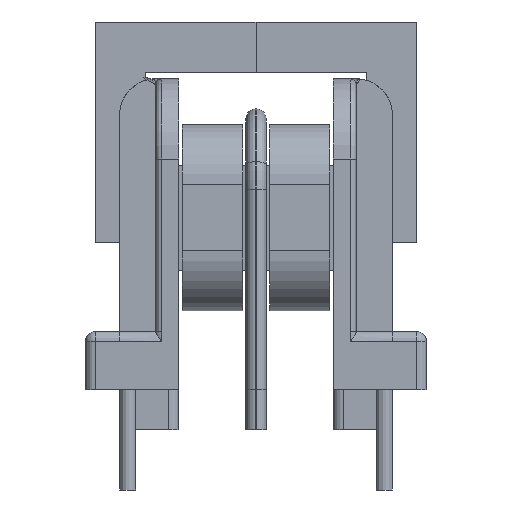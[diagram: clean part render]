
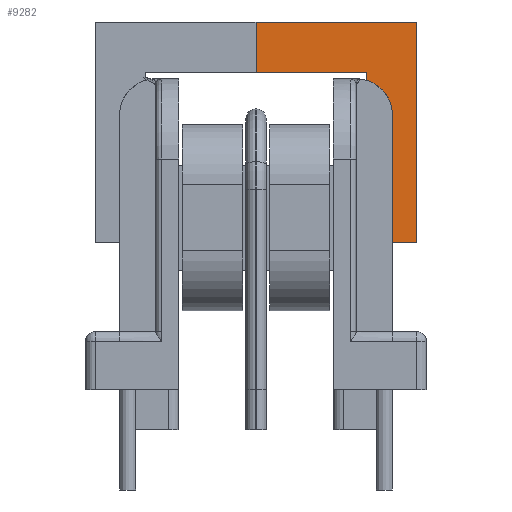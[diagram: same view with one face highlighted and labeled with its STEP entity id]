
A CAD part, front view. The second image highlights one B-rep face of the part: STEP entity #9282.
In plain terms, the highlighted face is planar.
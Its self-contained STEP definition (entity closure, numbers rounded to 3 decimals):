
#9185 = VERTEX_POINT('',#9186);
#9186 = CARTESIAN_POINT('',(0.,8.,0.));
#9203 = VERTEX_POINT('',#9204);
#9204 = CARTESIAN_POINT('',(11.,8.,0.));
#9210 = EDGE_CURVE('',#9185,#9203,#9211,.T.);
#9211 = LINE('',#9212,#9213);
#9212 = CARTESIAN_POINT('',(0.,8.,0.));
#9213 = VECTOR('',#9214,1.);
#9214 = DIRECTION('',(1.,0.,0.));
#9225 = VERTEX_POINT('',#9226);
#9226 = CARTESIAN_POINT('',(0.,0.,0.));
#9241 = EDGE_CURVE('',#9225,#9185,#9242,.T.);
#9242 = LINE('',#9243,#9244);
#9243 = CARTESIAN_POINT('',(0.,0.,0.));
#9244 = VECTOR('',#9245,1.);
#9245 = DIRECTION('',(0.,1.,0.));
#9265 = VERTEX_POINT('',#9266);
#9266 = CARTESIAN_POINT('',(11.,0.,0.));
#9272 = EDGE_CURVE('',#9203,#9265,#9273,.T.);
#9273 = LINE('',#9274,#9275);
#9274 = CARTESIAN_POINT('',(11.,8.,0.));
#9275 = VECTOR('',#9276,1.);
#9276 = DIRECTION('',(0.,-1.,0.));
#9282 = ADVANCED_FACE('',(#9283),#9326,.T.);
#9283 = FACE_BOUND('',#9284,.T.);
#9284 = EDGE_LOOP('',(#9285,#9286,#9287,#9288,#9296,#9304,#9312,#9320));
#9285 = ORIENTED_EDGE('',*,*,#9241,.T.);
#9286 = ORIENTED_EDGE('',*,*,#9210,.T.);
#9287 = ORIENTED_EDGE('',*,*,#9272,.T.);
#9288 = ORIENTED_EDGE('',*,*,#9289,.T.);
#9289 = EDGE_CURVE('',#9265,#9290,#9292,.T.);
#9290 = VERTEX_POINT('',#9291);
#9291 = CARTESIAN_POINT('',(8.5,0.,0.));
#9292 = LINE('',#9293,#9294);
#9293 = CARTESIAN_POINT('',(11.,0.,0.));
#9294 = VECTOR('',#9295,1.);
#9295 = DIRECTION('',(-1.,0.,0.));
#9296 = ORIENTED_EDGE('',*,*,#9297,.T.);
#9297 = EDGE_CURVE('',#9290,#9298,#9300,.T.);
#9298 = VERTEX_POINT('',#9299);
#9299 = CARTESIAN_POINT('',(8.5,5.5,0.));
#9300 = LINE('',#9301,#9302);
#9301 = CARTESIAN_POINT('',(8.5,0.,0.));
#9302 = VECTOR('',#9303,1.);
#9303 = DIRECTION('',(0.,1.,0.));
#9304 = ORIENTED_EDGE('',*,*,#9305,.T.);
#9305 = EDGE_CURVE('',#9298,#9306,#9308,.T.);
#9306 = VERTEX_POINT('',#9307);
#9307 = CARTESIAN_POINT('',(2.5,5.5,0.));
#9308 = LINE('',#9309,#9310);
#9309 = CARTESIAN_POINT('',(8.5,5.5,0.));
#9310 = VECTOR('',#9311,1.);
#9311 = DIRECTION('',(-1.,0.,0.));
#9312 = ORIENTED_EDGE('',*,*,#9313,.F.);
#9313 = EDGE_CURVE('',#9314,#9306,#9316,.T.);
#9314 = VERTEX_POINT('',#9315);
#9315 = CARTESIAN_POINT('',(2.5,0.,0.));
#9316 = LINE('',#9317,#9318);
#9317 = CARTESIAN_POINT('',(2.5,0.,0.));
#9318 = VECTOR('',#9319,1.);
#9319 = DIRECTION('',(0.,1.,0.));
#9320 = ORIENTED_EDGE('',*,*,#9321,.T.);
#9321 = EDGE_CURVE('',#9314,#9225,#9322,.T.);
#9322 = LINE('',#9323,#9324);
#9323 = CARTESIAN_POINT('',(11.,0.,0.));
#9324 = VECTOR('',#9325,1.);
#9325 = DIRECTION('',(-1.,0.,0.));
#9326 = PLANE('',#9327);
#9327 = AXIS2_PLACEMENT_3D('',#9328,#9329,#9330);
#9328 = CARTESIAN_POINT('',(5.5,4.,0.));
#9329 = DIRECTION('',(-0.,-0.,-1.));
#9330 = DIRECTION('',(-1.,0.,0.));
